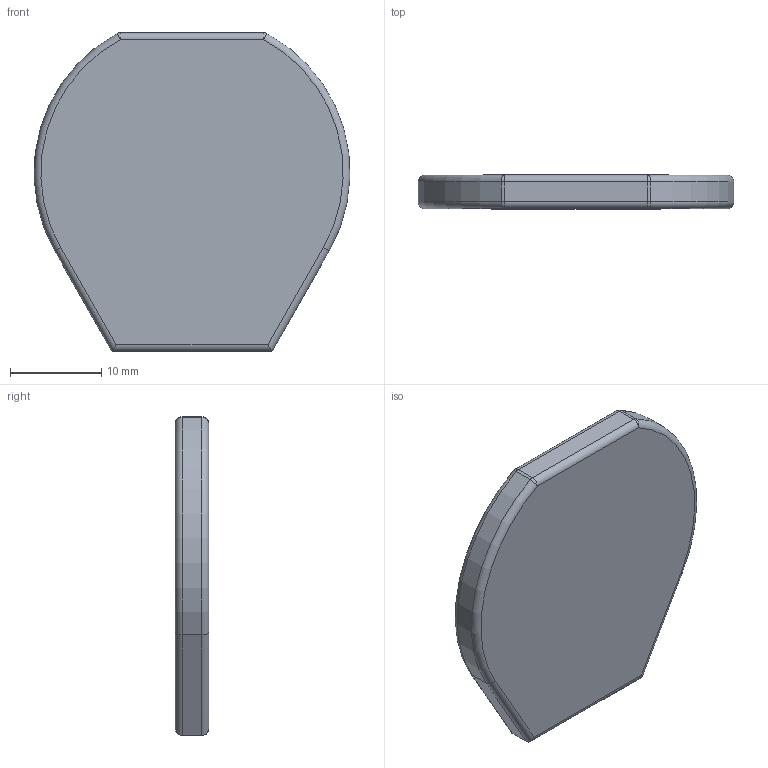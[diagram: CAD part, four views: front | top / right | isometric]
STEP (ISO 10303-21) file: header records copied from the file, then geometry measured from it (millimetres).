
FILE_DESCRIPTION (( 'STEP AP214' ), '1' );
FILE_NAME ('battery.STEP', '2021-05-13T17:00:23', ( '' ), ( '' ), 'SwSTEP 2.0', 'SolidWorks 2020', '' );
FILE_SCHEMA (( 'AUTOMOTIVE_DESIGN' ));
Length unit declared in the file: millimetre
Products named in the file (1): battery
Bounding box: 34.67 x 3.68 x 35 mm (x, y, z)
Volume: 3652.7 mm3; surface area: 2348.1 mm2
Topology: 1 solids, 1 shells, 26 faces, 56 edges, 28 vertices
Faces by surface type: cylinder 12, plane 6, torus 4, sphere 4
Entity records: 694 total; most frequent: DIRECTION 126, CARTESIAN_POINT 119, ORIENTED_EDGE 104, EDGE_CURVE 52, AXIS2_PLACEMENT_3D 51, VERTEX_POINT 28, FACE_OUTER_BOUND 26, EDGE_LOOP 26
